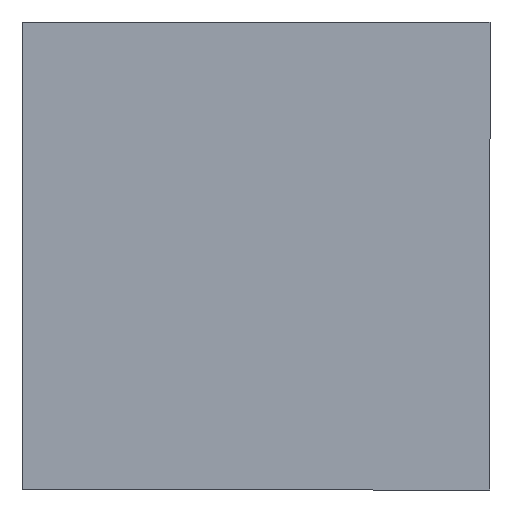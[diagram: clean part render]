
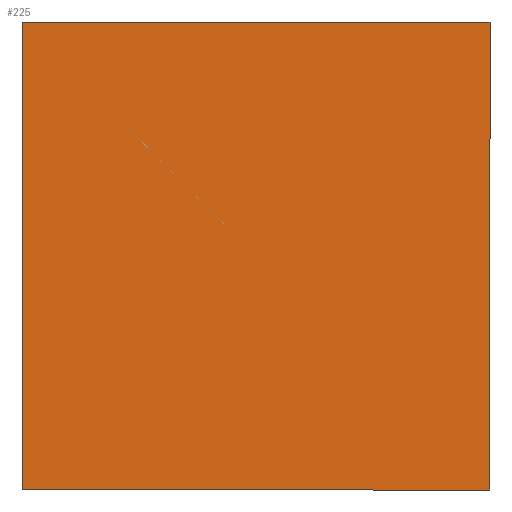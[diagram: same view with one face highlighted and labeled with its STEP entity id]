
A CAD part, front view. The second image highlights one B-rep face of the part: STEP entity #225.
In plain terms, the highlighted planar face has unit normal (0, -1, 0).
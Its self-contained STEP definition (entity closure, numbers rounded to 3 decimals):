
#17 = CARTESIAN_POINT ( 'NONE',  ( 45., 0., -45. ) ) ;
#19 = DIRECTION ( 'NONE',  ( 0., -1., 0. ) ) ;
#29 = LINE ( 'NONE', #224, #310 ) ;
#34 = DIRECTION ( 'NONE',  ( 1., 0., 0. ) ) ;
#56 = LINE ( 'NONE', #17, #111 ) ;
#65 = DIRECTION ( 'NONE',  ( 0., 0., 1. ) ) ;
#69 = DIRECTION ( 'NONE',  ( 0., 0., -1. ) ) ;
#72 = VECTOR ( 'NONE', #34, 1000. ) ;
#91 = EDGE_CURVE ( 'NONE', #186, #141, #292, .T. ) ;
#107 = VECTOR ( 'NONE', #65, 1000. ) ;
#111 = VECTOR ( 'NONE', #171, 1000. ) ;
#130 = FACE_OUTER_BOUND ( 'NONE', #242, .T. ) ;
#141 = VERTEX_POINT ( 'NONE', #313 ) ;
#144 = LINE ( 'NONE', #329, #72 ) ;
#157 = CARTESIAN_POINT ( 'NONE',  ( 45., 0., -45. ) ) ;
#166 = CARTESIAN_POINT ( 'NONE',  ( -45., 0., -45. ) ) ;
#171 = DIRECTION ( 'NONE',  ( -1., 0., 0. ) ) ;
#186 = VERTEX_POINT ( 'NONE', #227 ) ;
#219 = EDGE_CURVE ( 'NONE', #296, #186, #56, .T. ) ;
#224 = CARTESIAN_POINT ( 'NONE',  ( 45., 0., -45. ) ) ;
#225 = ADVANCED_FACE ( 'NONE', ( #130 ), #338, .T. ) ;
#227 = CARTESIAN_POINT ( 'NONE',  ( -45., 0., -45. ) ) ;
#234 = EDGE_CURVE ( 'NONE', #237, #296, #29, .T. ) ;
#237 = VERTEX_POINT ( 'NONE', #318 ) ;
#241 = ORIENTED_EDGE ( 'NONE', *, *, #309, .F. ) ;
#242 = EDGE_LOOP ( 'NONE', ( #271, #285, #290, #241 ) ) ;
#271 = ORIENTED_EDGE ( 'NONE', *, *, #91, .F. ) ;
#285 = ORIENTED_EDGE ( 'NONE', *, *, #219, .F. ) ;
#290 = ORIENTED_EDGE ( 'NONE', *, *, #234, .F. ) ;
#292 = LINE ( 'NONE', #166, #107 ) ;
#295 = AXIS2_PLACEMENT_3D ( 'NONE', #341, #19, #337 ) ;
#296 = VERTEX_POINT ( 'NONE', #157 ) ;
#309 = EDGE_CURVE ( 'NONE', #141, #237, #144, .T. ) ;
#310 = VECTOR ( 'NONE', #69, 1000. ) ;
#313 = CARTESIAN_POINT ( 'NONE',  ( -45., 0., 45. ) ) ;
#318 = CARTESIAN_POINT ( 'NONE',  ( 45., 0., 45. ) ) ;
#329 = CARTESIAN_POINT ( 'NONE',  ( 45., 0., 45. ) ) ;
#337 = DIRECTION ( 'NONE',  ( 0., 0., -1. ) ) ;
#338 = PLANE ( 'NONE',  #295 ) ;
#341 = CARTESIAN_POINT ( 'NONE',  ( 0., 0., 0. ) ) ;
